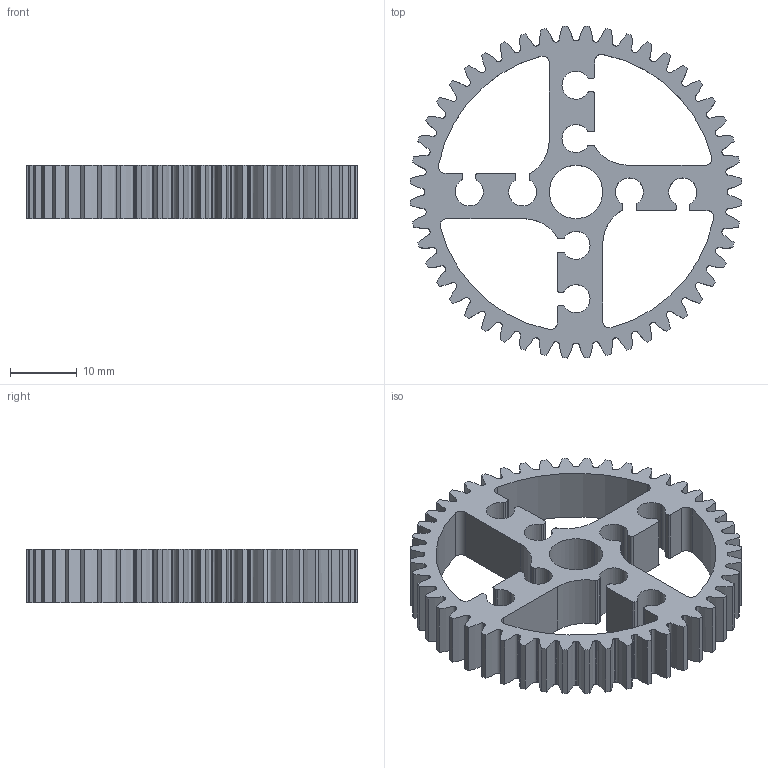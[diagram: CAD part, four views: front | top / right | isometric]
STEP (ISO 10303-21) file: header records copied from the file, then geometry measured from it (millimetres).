
FILE_DESCRIPTION (( 'STEP AP203' ), '1' );
FILE_NAME ('圆柱齿轮48×1-0.1-v1.1.STEP', '2013-12-26T07:08:54', ( '' ), ( '' ), 'SwSTEP 2.0', 'SolidWorks 2012', '' );
FILE_SCHEMA (( 'CONFIG_CONTROL_DESIGN' ));
Length unit declared in the file: millimetre
Products named in the file (1): 圆柱齿轮48×1-0.1-v1.1
Bounding box: 49.74 x 49.74 x 8 mm (x, y, z)
Volume: 6129.5 mm3; surface area: 6621.6 mm2
Topology: 1 solids, 1 shells, 292 faces, 870 edges, 580 vertices
Faces by surface type: cylinder 166, bspline 96, plane 30
Entity records: 15207 total; most frequent: CARTESIAN_POINT 7599, ORIENTED_EDGE 1740, DIRECTION 1404, EDGE_CURVE 870, VERTEX_POINT 580, AXIS2_PLACEMENT_3D 529, LINE 346, VECTOR 346
